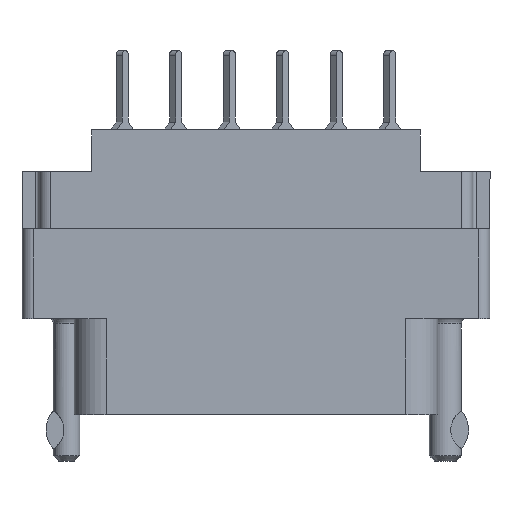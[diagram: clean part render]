
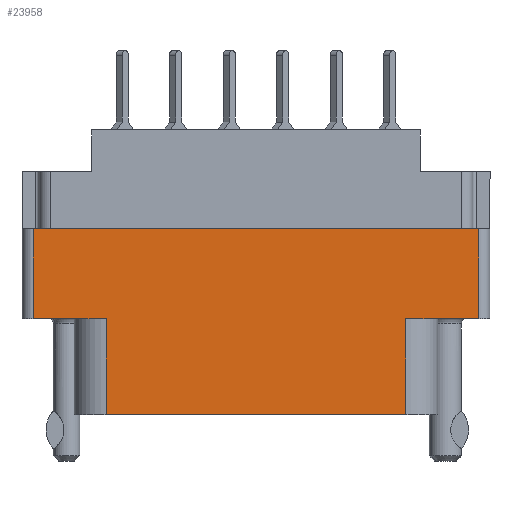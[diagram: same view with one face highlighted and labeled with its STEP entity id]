
A CAD part, front view. The second image highlights one B-rep face of the part: STEP entity #23958.
In plain terms, the highlighted planar face has unit normal (0, -1, 0).
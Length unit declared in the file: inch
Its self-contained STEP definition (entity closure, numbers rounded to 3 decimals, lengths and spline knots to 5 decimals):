
#162 = CARTESIAN_POINT ( 'NONE',  ( -0.624, -0.343, -0.798 ) ) ;
#165 = VECTOR ( 'NONE', #4517, 39.37008 ) ;
#367 = EDGE_LOOP ( 'NONE', ( #32380, #2970, #1461, #22121, #1627, #6039, #6100, #31108 ) ) ;
#478 = CARTESIAN_POINT ( 'NONE',  ( 0.624, -0.343, -0.277 ) ) ;
#847 = AXIS2_PLACEMENT_3D ( 'NONE', #17461, #30099, #9390 ) ;
#1461 = ORIENTED_EDGE ( 'NONE', *, *, #5485, .F. ) ;
#1476 = DIRECTION ( 'NONE',  ( 1., 0., 0. ) ) ;
#1627 = ORIENTED_EDGE ( 'NONE', *, *, #11768, .T. ) ;
#2931 = CARTESIAN_POINT ( 'NONE',  ( -0.624, -0.343, -0.798 ) ) ;
#2970 = ORIENTED_EDGE ( 'NONE', *, *, #13807, .T. ) ;
#3668 = DIRECTION ( 'NONE',  ( 0., 0., 1. ) ) ;
#4019 = LINE ( 'NONE', #162, #25510 ) ;
#4204 = CARTESIAN_POINT ( 'NONE',  ( 0., -0.343, -0.529 ) ) ;
#4392 = VERTEX_POINT ( 'NONE', #6503 ) ;
#4517 = DIRECTION ( 'NONE',  ( -1., 0., 0. ) ) ;
#5158 = LINE ( 'NONE', #19417, #26207 ) ;
#5485 = EDGE_CURVE ( 'NONE', #10106, #6941, #8503, .T. ) ;
#6039 = ORIENTED_EDGE ( 'NONE', *, *, #12512, .F. ) ;
#6100 = ORIENTED_EDGE ( 'NONE', *, *, #32436, .F. ) ;
#6503 = CARTESIAN_POINT ( 'NONE',  ( -0.42, -0.343, -0.798 ) ) ;
#6774 = VERTEX_POINT ( 'NONE', #17462 ) ;
#6941 = VERTEX_POINT ( 'NONE', #22972 ) ;
#7081 = LINE ( 'NONE', #32808, #165 ) ;
#7350 = CARTESIAN_POINT ( 'NONE',  ( 0.42, -0.343, -0.529 ) ) ;
#8085 = VECTOR ( 'NONE', #19845, 39.37008 ) ;
#8503 = LINE ( 'NONE', #9408, #20309 ) ;
#8851 = VECTOR ( 'NONE', #3668, 39.37008 ) ;
#9343 = LINE ( 'NONE', #19526, #8085 ) ;
#9390 = DIRECTION ( 'NONE',  ( 0., 0., -1. ) ) ;
#9408 = CARTESIAN_POINT ( 'NONE',  ( 0.42, -0.343, -0.529 ) ) ;
#9905 = CARTESIAN_POINT ( 'NONE',  ( -0.42, -0.343, -0.529 ) ) ;
#10106 = VERTEX_POINT ( 'NONE', #7350 ) ;
#10574 = EDGE_CURVE ( 'NONE', #31372, #4392, #9343, .T. ) ;
#11768 = EDGE_CURVE ( 'NONE', #16774, #21031, #25861, .T. ) ;
#11936 = VECTOR ( 'NONE', #22235, 39.37008 ) ;
#12512 = EDGE_CURVE ( 'NONE', #6774, #21031, #5158, .T. ) ;
#13807 = EDGE_CURVE ( 'NONE', #4392, #6941, #15253, .T. ) ;
#15253 = LINE ( 'NONE', #2931, #16483 ) ;
#16483 = VECTOR ( 'NONE', #26993, 39.37008 ) ;
#16774 = VERTEX_POINT ( 'NONE', #22791 ) ;
#17125 = CARTESIAN_POINT ( 'NONE',  ( -0.624, -0.343, -0.529 ) ) ;
#17461 = CARTESIAN_POINT ( 'NONE',  ( -0.624, -0.343, -0.798 ) ) ;
#17462 = CARTESIAN_POINT ( 'NONE',  ( -0.624, -0.343, -0.277 ) ) ;
#18729 = FACE_OUTER_BOUND ( 'NONE', #367, .T. ) ;
#18865 = VERTEX_POINT ( 'NONE', #17125 ) ;
#19417 = CARTESIAN_POINT ( 'NONE',  ( -0.656, -0.343, -0.277 ) ) ;
#19526 = CARTESIAN_POINT ( 'NONE',  ( -0.42, -0.343, -0.529 ) ) ;
#19845 = DIRECTION ( 'NONE',  ( 0., 0., -1. ) ) ;
#20309 = VECTOR ( 'NONE', #32931, 39.37008 ) ;
#21031 = VERTEX_POINT ( 'NONE', #478 ) ;
#21837 = EDGE_CURVE ( 'NONE', #16774, #10106, #7081, .T. ) ;
#22121 = ORIENTED_EDGE ( 'NONE', *, *, #21837, .F. ) ;
#22235 = DIRECTION ( 'NONE',  ( 1., 0., 0. ) ) ;
#22431 = PLANE ( 'NONE',  #847 ) ;
#22457 = LINE ( 'NONE', #4204, #11936 ) ;
#22791 = CARTESIAN_POINT ( 'NONE',  ( 0.624, -0.343, -0.529 ) ) ;
#22961 = DIRECTION ( 'NONE',  ( 0., 0., 1. ) ) ;
#22972 = CARTESIAN_POINT ( 'NONE',  ( 0.42, -0.343, -0.798 ) ) ;
#23958 = ADVANCED_FACE ( 'NONE', ( #18729 ), #22431, .T. ) ;
#25510 = VECTOR ( 'NONE', #22961, 39.37008 ) ;
#25861 = LINE ( 'NONE', #32087, #8851 ) ;
#26207 = VECTOR ( 'NONE', #1476, 39.37008 ) ;
#26993 = DIRECTION ( 'NONE',  ( 1., 0., 0. ) ) ;
#28300 = EDGE_CURVE ( 'NONE', #18865, #31372, #22457, .T. ) ;
#30099 = DIRECTION ( 'NONE',  ( 0., -1., 0. ) ) ;
#31108 = ORIENTED_EDGE ( 'NONE', *, *, #28300, .T. ) ;
#31372 = VERTEX_POINT ( 'NONE', #9905 ) ;
#32087 = CARTESIAN_POINT ( 'NONE',  ( 0.624, -0.343, -0.798 ) ) ;
#32380 = ORIENTED_EDGE ( 'NONE', *, *, #10574, .T. ) ;
#32436 = EDGE_CURVE ( 'NONE', #18865, #6774, #4019, .T. ) ;
#32808 = CARTESIAN_POINT ( 'NONE',  ( 0., -0.343, -0.529 ) ) ;
#32931 = DIRECTION ( 'NONE',  ( 0., 0., -1. ) ) ;
